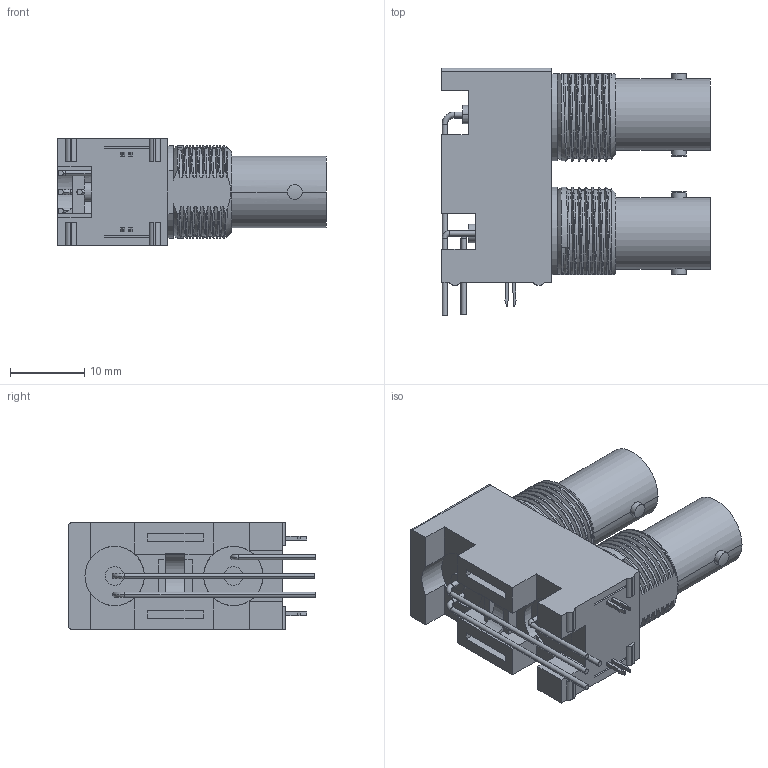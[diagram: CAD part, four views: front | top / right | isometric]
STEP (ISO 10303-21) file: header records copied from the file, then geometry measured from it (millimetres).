
FILE_DESCRIPTION((''),'2;1');
FILE_NAME('31-6575_SW0001','2020-11-18T13:38:39',('ehill'),(''),'CREO PARAMETRIC BY PTC INC, 2019444','CREO PARAMETRIC BY PTC INC, 2019444','');
FILE_SCHEMA(('CONFIG_CONTROL_DESIGN'));
Length unit declared in the file: millimetre
Products named in the file (1): 31-6575_SW0001
Bounding box: 36.2 x 33.35 x 14.4 mm (x, y, z)
Volume: 8233.5 mm3; surface area: 5510.2 mm2
Topology: 2 solids, 2 shells, 1002 faces, 2846 edges, 1879 vertices
Faces by surface type: plane 490, cylinder 258, cone 182, bspline 64, torus 8
Entity records: 42056 total; most frequent: CARTESIAN_POINT 16489, ORIENTED_EDGE 5692, DIRECTION 4914, EDGE_CURVE 2846, VERTEX_POINT 1879, AXIS2_PLACEMENT_3D 1642, VECTOR 1630, LINE 1630
